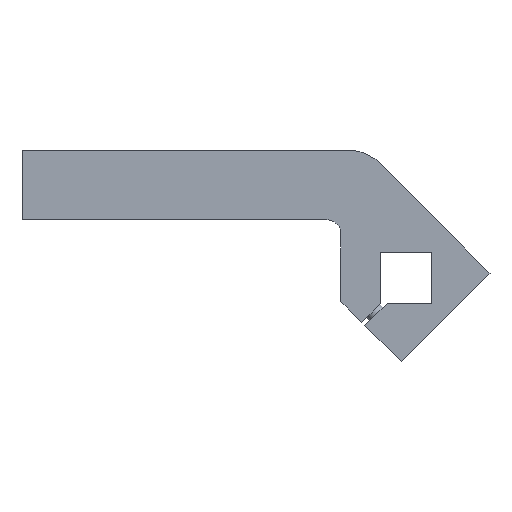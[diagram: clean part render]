
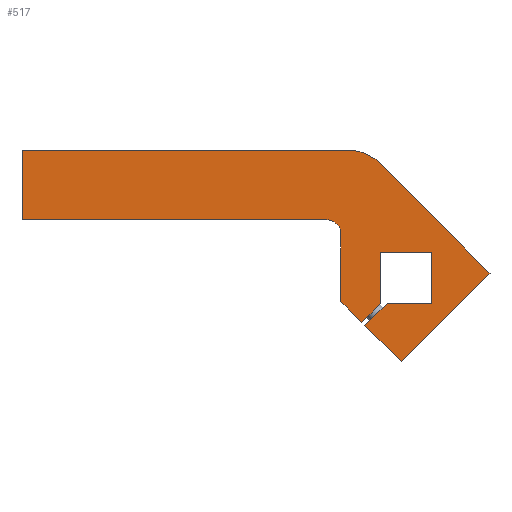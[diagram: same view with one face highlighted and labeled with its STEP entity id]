
A CAD part, left-side view. The second image highlights one B-rep face of the part: STEP entity #517.
In plain terms, the highlighted planar face has unit normal (-1, 0, 0).
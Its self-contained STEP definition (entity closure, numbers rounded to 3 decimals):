
#33=PLANE('',#567);
#51=FACE_OUTER_BOUND('',#77,.T.);
#77=EDGE_LOOP('',(#375,#376,#377,#378,#379,#380,#381,#382,#383,#384,#385,
#386,#387,#388,#389,#390));
#119=LINE('',#766,#171);
#122=LINE('',#778,#174);
#125=LINE('',#784,#177);
#126=LINE('',#786,#178);
#127=LINE('',#787,#179);
#128=LINE('',#789,#180);
#129=LINE('',#791,#181);
#130=LINE('',#793,#182);
#131=LINE('',#795,#183);
#132=LINE('',#797,#184);
#133=LINE('',#799,#185);
#134=LINE('',#801,#186);
#135=LINE('',#803,#187);
#136=LINE('',#804,#188);
#171=VECTOR('',#619,10.);
#174=VECTOR('',#630,10.);
#177=VECTOR('',#635,10.);
#178=VECTOR('',#636,10.);
#179=VECTOR('',#637,10.);
#180=VECTOR('',#638,10.);
#181=VECTOR('',#639,10.);
#182=VECTOR('',#640,10.);
#183=VECTOR('',#641,10.);
#184=VECTOR('',#642,10.);
#185=VECTOR('',#643,10.);
#186=VECTOR('',#644,10.);
#187=VECTOR('',#645,10.);
#188=VECTOR('',#646,10.);
#220=CIRCLE('',#561,6.);
#222=CIRCLE('',#565,20.);
#241=VERTEX_POINT('',#756);
#242=VERTEX_POINT('',#758);
#244=VERTEX_POINT('',#764);
#247=VERTEX_POINT('',#771);
#248=VERTEX_POINT('',#773);
#249=VERTEX_POINT('',#777);
#251=VERTEX_POINT('',#783);
#252=VERTEX_POINT('',#785);
#253=VERTEX_POINT('',#788);
#254=VERTEX_POINT('',#790);
#255=VERTEX_POINT('',#792);
#256=VERTEX_POINT('',#794);
#257=VERTEX_POINT('',#796);
#258=VERTEX_POINT('',#798);
#259=VERTEX_POINT('',#800);
#260=VERTEX_POINT('',#802);
#289=EDGE_CURVE('',#241,#242,#220,.T.);
#293=EDGE_CURVE('',#241,#244,#119,.T.);
#296=EDGE_CURVE('',#247,#248,#222,.T.);
#298=EDGE_CURVE('',#249,#248,#122,.T.);
#301=EDGE_CURVE('',#247,#251,#125,.T.);
#302=EDGE_CURVE('',#251,#252,#126,.T.);
#303=EDGE_CURVE('',#252,#242,#127,.T.);
#304=EDGE_CURVE('',#244,#253,#128,.T.);
#305=EDGE_CURVE('',#253,#254,#129,.T.);
#306=EDGE_CURVE('',#254,#255,#130,.T.);
#307=EDGE_CURVE('',#255,#256,#131,.T.);
#308=EDGE_CURVE('',#256,#257,#132,.T.);
#309=EDGE_CURVE('',#257,#258,#133,.T.);
#310=EDGE_CURVE('',#258,#259,#134,.T.);
#311=EDGE_CURVE('',#259,#260,#135,.T.);
#312=EDGE_CURVE('',#260,#249,#136,.T.);
#375=ORIENTED_EDGE('',*,*,#296,.F.);
#376=ORIENTED_EDGE('',*,*,#301,.T.);
#377=ORIENTED_EDGE('',*,*,#302,.T.);
#378=ORIENTED_EDGE('',*,*,#303,.T.);
#379=ORIENTED_EDGE('',*,*,#289,.F.);
#380=ORIENTED_EDGE('',*,*,#293,.T.);
#381=ORIENTED_EDGE('',*,*,#304,.T.);
#382=ORIENTED_EDGE('',*,*,#305,.T.);
#383=ORIENTED_EDGE('',*,*,#306,.T.);
#384=ORIENTED_EDGE('',*,*,#307,.T.);
#385=ORIENTED_EDGE('',*,*,#308,.T.);
#386=ORIENTED_EDGE('',*,*,#309,.T.);
#387=ORIENTED_EDGE('',*,*,#310,.T.);
#388=ORIENTED_EDGE('',*,*,#311,.T.);
#389=ORIENTED_EDGE('',*,*,#312,.T.);
#390=ORIENTED_EDGE('',*,*,#298,.T.);
#517=ADVANCED_FACE('',(#51),#33,.T.);
#561=AXIS2_PLACEMENT_3D('',#759,#612,#613);
#565=AXIS2_PLACEMENT_3D('',#774,#625,#626);
#567=AXIS2_PLACEMENT_3D('',#782,#633,#634);
#612=DIRECTION('center_axis',(-1.,0.,0.));
#613=DIRECTION('ref_axis',(0.,-0.707,0.707));
#619=DIRECTION('',(0.,0.,-1.));
#625=DIRECTION('center_axis',(1.,0.,0.));
#626=DIRECTION('ref_axis',(0.,-0.383,0.924));
#630=DIRECTION('',(0.,0.707,0.707));
#633=DIRECTION('center_axis',(-1.,0.,0.));
#634=DIRECTION('ref_axis',(0.,0.,1.));
#635=DIRECTION('',(0.,1.,0.));
#636=DIRECTION('',(0.,0.,-1.));
#637=DIRECTION('',(0.,-1.,0.));
#638=DIRECTION('',(0.,-0.707,-0.707));
#639=DIRECTION('',(0.,-0.707,0.707));
#640=DIRECTION('',(0.,0.,1.));
#641=DIRECTION('',(0.,-1.,0.));
#642=DIRECTION('',(0.,0.,-1.));
#643=DIRECTION('',(0.,1.,0.));
#644=DIRECTION('',(0.,0.707,-0.707));
#645=DIRECTION('',(0.,-0.707,-0.707));
#646=DIRECTION('',(0.,-0.707,0.707));
#756=CARTESIAN_POINT('',(-12.5,28.,19.));
#758=CARTESIAN_POINT('',(-12.5,34.,25.));
#759=CARTESIAN_POINT('Origin',(-12.5,34.,19.));
#764=CARTESIAN_POINT('',(-12.5,28.,-10.184));
#766=CARTESIAN_POINT('',(-12.5,28.,-10.184));
#771=CARTESIAN_POINT('',(-12.5,25.101,55.));
#773=CARTESIAN_POINT('',(-12.5,10.958,49.142));
#774=CARTESIAN_POINT('Origin',(-12.5,25.101,35.));
#777=CARTESIAN_POINT('',(-12.5,-36.062,2.121));
#778=CARTESIAN_POINT('',(-12.5,-19.092,19.092));
#782=CARTESIAN_POINT('Origin',(-12.5,68.883,31.156));
#783=CARTESIAN_POINT('',(-12.5,165.,55.));
#784=CARTESIAN_POINT('',(-12.5,165.,55.));
#785=CARTESIAN_POINT('',(-12.5,165.,25.));
#786=CARTESIAN_POINT('',(-12.5,165.,25.));
#787=CARTESIAN_POINT('',(-12.5,28.,25.));
#788=CARTESIAN_POINT('',(-12.5,19.092,-19.092));
#789=CARTESIAN_POINT('',(-12.5,19.092,-19.092));
#790=CARTESIAN_POINT('',(-12.5,11.,-11.));
#791=CARTESIAN_POINT('',(-12.5,27.109,-27.109));
#792=CARTESIAN_POINT('',(-12.5,11.,11.));
#793=CARTESIAN_POINT('',(-12.5,11.,11.));
#794=CARTESIAN_POINT('',(-12.5,-11.,11.));
#795=CARTESIAN_POINT('',(-12.5,-11.,11.));
#796=CARTESIAN_POINT('',(-12.5,-11.,-11.));
#797=CARTESIAN_POINT('',(-12.5,-11.,21.078));
#798=CARTESIAN_POINT('',(-12.5,8.172,-11.));
#799=CARTESIAN_POINT('',(-12.5,28.942,-11.));
#800=CARTESIAN_POINT('',(-12.5,17.678,-20.506));
#801=CARTESIAN_POINT('',(-12.5,12.81,-15.639));
#802=CARTESIAN_POINT('',(-12.5,2.121,-36.062));
#803=CARTESIAN_POINT('',(-12.5,19.092,-19.092));
#804=CARTESIAN_POINT('',(-12.5,-36.062,2.121));
